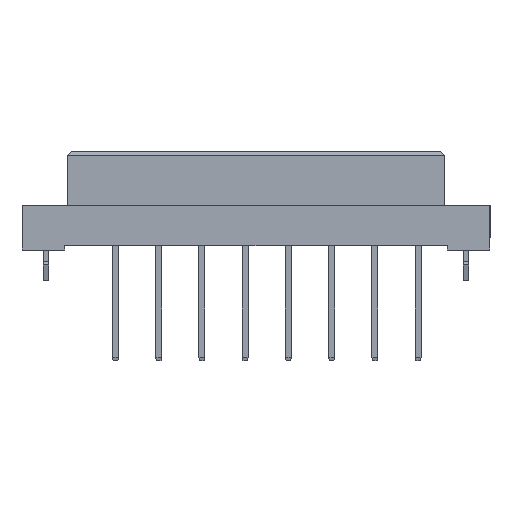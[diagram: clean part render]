
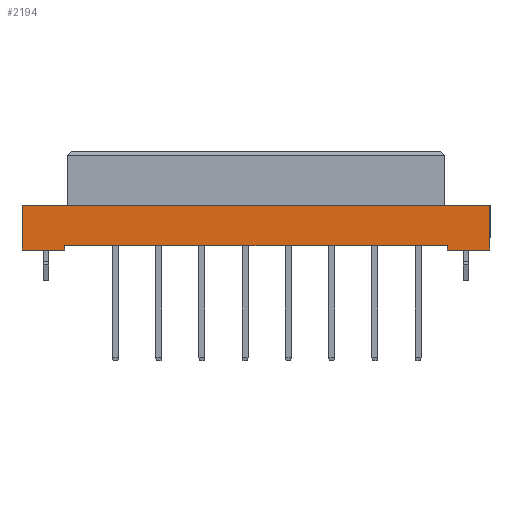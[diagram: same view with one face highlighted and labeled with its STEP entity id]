
A CAD part, top view. The second image highlights one B-rep face of the part: STEP entity #2194.
In plain terms, the highlighted planar face has unit normal (0, 0, 1).
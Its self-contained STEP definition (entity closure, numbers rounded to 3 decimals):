
#9 = CARTESIAN_POINT ( 'NONE',  ( -22.5, -11.1, 5.3 ) ) ;
#383 = CARTESIAN_POINT ( 'NONE',  ( -27.5, -11.6, 5.3 ) ) ;
#946 = CARTESIAN_POINT ( 'NONE',  ( 27.5, -6.4, 5.3 ) ) ;
#1227 = CARTESIAN_POINT ( 'NONE',  ( -27.5, -6.4, 5.3 ) ) ;
#1934 = PLANE ( 'NONE',  #12528 ) ;
#2194 = ADVANCED_FACE ( 'NONE', ( #20688 ), #1934, .T. ) ;
#2489 = VERTEX_POINT ( 'NONE', #2881 ) ;
#2879 = CARTESIAN_POINT ( 'NONE',  ( -22.5, -11.1, 5.3 ) ) ;
#2881 = CARTESIAN_POINT ( 'NONE',  ( -22.5, -11.6, 5.3 ) ) ;
#2975 = DIRECTION ( 'NONE',  ( 0., -1., 0. ) ) ;
#3016 = CARTESIAN_POINT ( 'NONE',  ( 22.5, -11.1, 5.3 ) ) ;
#3664 = VECTOR ( 'NONE', #14853, 1000. ) ;
#3841 = DIRECTION ( 'NONE',  ( 1., 0., 0. ) ) ;
#3857 = ORIENTED_EDGE ( 'NONE', *, *, #9374, .F. ) ;
#3978 = CARTESIAN_POINT ( 'NONE',  ( 27.5, -11.6, 5.3 ) ) ;
#4019 = CARTESIAN_POINT ( 'NONE',  ( 22.5, -11.1, 5.3 ) ) ;
#4246 = LINE ( 'NONE', #5624, #7717 ) ;
#4648 = LINE ( 'NONE', #15632, #20509 ) ;
#4839 = EDGE_CURVE ( 'NONE', #6831, #20290, #10461, .T. ) ;
#4931 = VERTEX_POINT ( 'NONE', #3016 ) ;
#5274 = CARTESIAN_POINT ( 'NONE',  ( 22.5, -11.6, 5.3 ) ) ;
#5624 = CARTESIAN_POINT ( 'NONE',  ( -27.5, -11.6, 5.3 ) ) ;
#5806 = CARTESIAN_POINT ( 'NONE',  ( -22.5, -11.1, 5.3 ) ) ;
#6108 = DIRECTION ( 'NONE',  ( 0., -1., 0. ) ) ;
#6688 = VERTEX_POINT ( 'NONE', #5274 ) ;
#6831 = VERTEX_POINT ( 'NONE', #9129 ) ;
#7717 = VECTOR ( 'NONE', #3841, 1000. ) ;
#7962 = EDGE_LOOP ( 'NONE', ( #14163, #7972, #8597, #11580, #8809, #18240, #3857, #18747 ) ) ;
#7972 = ORIENTED_EDGE ( 'NONE', *, *, #10300, .T. ) ;
#8033 = VECTOR ( 'NONE', #2975, 1000. ) ;
#8597 = ORIENTED_EDGE ( 'NONE', *, *, #4839, .T. ) ;
#8809 = ORIENTED_EDGE ( 'NONE', *, *, #14136, .F. ) ;
#9129 = CARTESIAN_POINT ( 'NONE',  ( 27.5, -11.6, 5.3 ) ) ;
#9374 = EDGE_CURVE ( 'NONE', #10572, #2489, #13961, .T. ) ;
#9449 = VECTOR ( 'NONE', #19183, 1000. ) ;
#9478 = CARTESIAN_POINT ( 'NONE',  ( -27.5, -11.6, 5.3 ) ) ;
#9482 = CARTESIAN_POINT ( 'NONE',  ( -27.5, -11.6, 5.3 ) ) ;
#10032 = VERTEX_POINT ( 'NONE', #9482 ) ;
#10300 = EDGE_CURVE ( 'NONE', #6688, #6831, #4246, .T. ) ;
#10461 = LINE ( 'NONE', #3978, #3664 ) ;
#10572 = VERTEX_POINT ( 'NONE', #5806 ) ;
#11580 = ORIENTED_EDGE ( 'NONE', *, *, #13635, .F. ) ;
#12404 = VECTOR ( 'NONE', #6108, 1000. ) ;
#12528 = AXIS2_PLACEMENT_3D ( 'NONE', #383, #14704, #13140 ) ;
#13034 = DIRECTION ( 'NONE',  ( 1., 0., 0. ) ) ;
#13140 = DIRECTION ( 'NONE',  ( 1., 0., 0. ) ) ;
#13401 = EDGE_CURVE ( 'NONE', #10032, #2489, #16085, .T. ) ;
#13635 = EDGE_CURVE ( 'NONE', #17717, #20290, #20049, .T. ) ;
#13961 = LINE ( 'NONE', #2879, #8033 ) ;
#14136 = EDGE_CURVE ( 'NONE', #10032, #17717, #4648, .T. ) ;
#14163 = ORIENTED_EDGE ( 'NONE', *, *, #19967, .T. ) ;
#14593 = EDGE_CURVE ( 'NONE', #4931, #10572, #17502, .T. ) ;
#14704 = DIRECTION ( 'NONE',  ( 0., 0., 1. ) ) ;
#14853 = DIRECTION ( 'NONE',  ( 0., 1., 0. ) ) ;
#15632 = CARTESIAN_POINT ( 'NONE',  ( -27.5, -11.6, 5.3 ) ) ;
#16085 = LINE ( 'NONE', #9478, #20704 ) ;
#16999 = CARTESIAN_POINT ( 'NONE',  ( -27.5, -6.4, 5.3 ) ) ;
#17115 = DIRECTION ( 'NONE',  ( 1., 0., 0. ) ) ;
#17502 = LINE ( 'NONE', #9, #9449 ) ;
#17717 = VERTEX_POINT ( 'NONE', #1227 ) ;
#18240 = ORIENTED_EDGE ( 'NONE', *, *, #13401, .T. ) ;
#18352 = LINE ( 'NONE', #4019, #12404 ) ;
#18747 = ORIENTED_EDGE ( 'NONE', *, *, #14593, .F. ) ;
#19051 = VECTOR ( 'NONE', #17115, 1000. ) ;
#19183 = DIRECTION ( 'NONE',  ( -1., 0., 0. ) ) ;
#19967 = EDGE_CURVE ( 'NONE', #4931, #6688, #18352, .T. ) ;
#20049 = LINE ( 'NONE', #16999, #19051 ) ;
#20290 = VERTEX_POINT ( 'NONE', #946 ) ;
#20465 = DIRECTION ( 'NONE',  ( 0., 1., 0. ) ) ;
#20509 = VECTOR ( 'NONE', #20465, 1000. ) ;
#20688 = FACE_OUTER_BOUND ( 'NONE', #7962, .T. ) ;
#20704 = VECTOR ( 'NONE', #13034, 1000. ) ;
